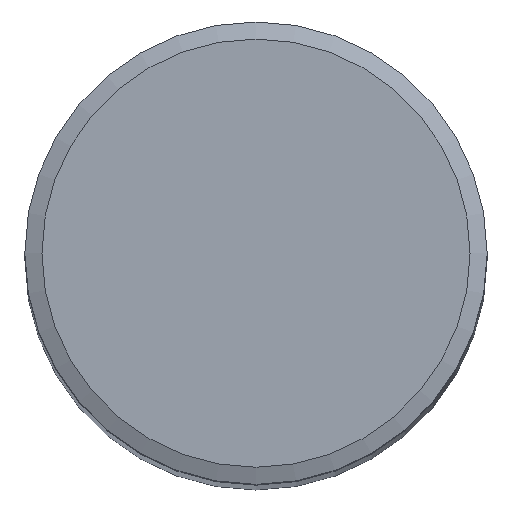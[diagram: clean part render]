
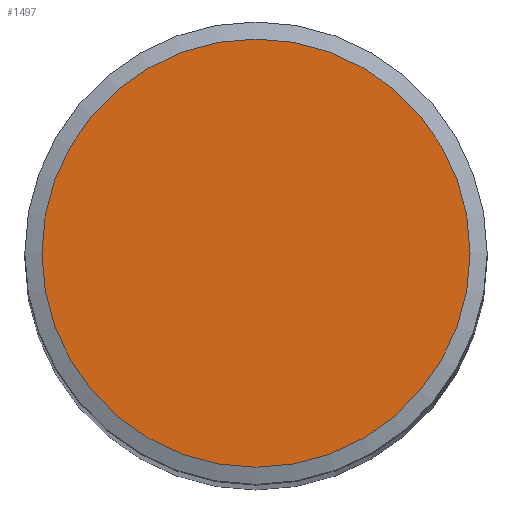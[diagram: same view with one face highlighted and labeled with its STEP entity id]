
A CAD part, top view. The second image highlights one B-rep face of the part: STEP entity #1497.
In plain terms, the highlighted planar face has unit normal (0, 0, 1).
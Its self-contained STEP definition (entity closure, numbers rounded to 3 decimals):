
#391=ORIENTED_EDGE('',*,*,#821,.T.);
#821=EDGE_CURVE('',#1040,#1040,#1169,.T.);
#1040=VERTEX_POINT('',#2437);
#1169=CIRCLE('',#1649,46.3);
#1244=EDGE_LOOP('',(#391));
#1358=FACE_BOUND('',#1244,.T.);
#1453=PLANE('',#1650);
#1497=ADVANCED_FACE('',(#1358),#1453,.F.);
#1649=AXIS2_PLACEMENT_3D('',#2436,#1921,#1922);
#1650=AXIS2_PLACEMENT_3D('',#2438,#1923,#1924);
#1921=DIRECTION('',(0.,0.,1.));
#1922=DIRECTION('',(1.,0.,0.));
#1923=DIRECTION('',(0.,0.,-1.));
#1924=DIRECTION('',(-1.,0.,0.));
#2436=CARTESIAN_POINT('',(0.,0.,700.));
#2437=CARTESIAN_POINT('',(46.3,0.,700.));
#2438=CARTESIAN_POINT('',(46.3,0.,700.));
